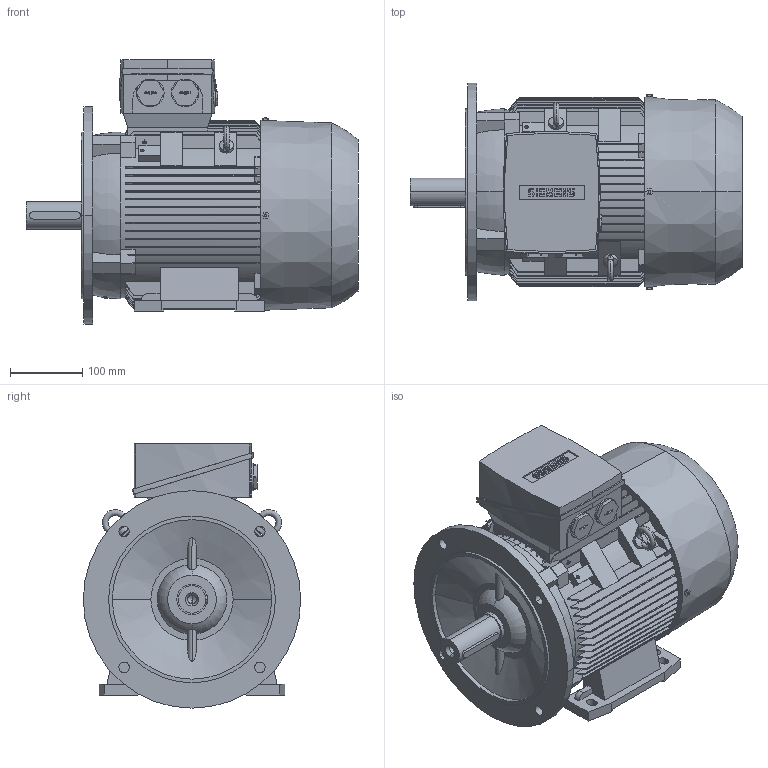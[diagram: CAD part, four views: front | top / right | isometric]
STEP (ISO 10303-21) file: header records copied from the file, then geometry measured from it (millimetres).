
FILE_DESCRIPTION(('STEP AP214'),'1');
FILE_NAME('cctmp_0C26EFA6-CDF5-4223-882B-40D9AD70ECDA_2023_06_26_14_57_52_0612..stp','2023-06-26T12:57:53',('SIEMENS A&D'),('CADClick - www.CADClick.com'),'Spatial InterOp 3D',' ','unknown authorization');
FILE_SCHEMA(('AUTOMOTIVE_DESIGN'));
Length unit declared in the file: millimetre
Products named in the file (1): 1
Bounding box: 458 x 300 x 364.5 mm (x, y, z)
Volume: 19556941.8 mm3; surface area: 899041 mm2
Topology: 7 solids, 7 shells, 941 faces, 2596 edges, 1709 vertices
Faces by surface type: plane 561, cylinder 226, torus 130, cone 20, sphere 4
Entity records: 44432 total; most frequent: CARTESIAN_POINT 13234, ORIENTED_EDGE 5188, DIRECTION 4554, EDGE_CURVE 2594, VERTEX_POINT 1709, LINE 1568, VECTOR 1568, AXIS2_PLACEMENT_3D 1493
